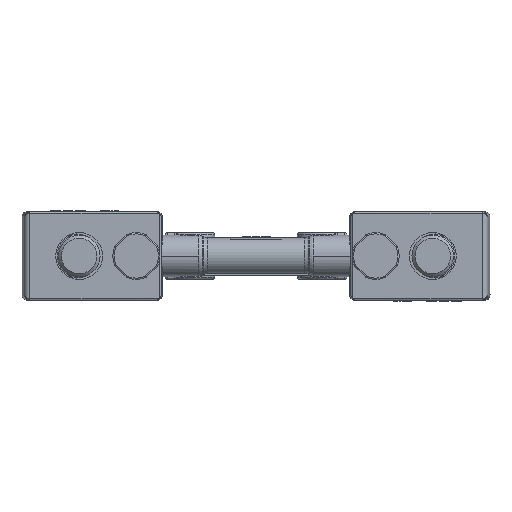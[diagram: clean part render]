
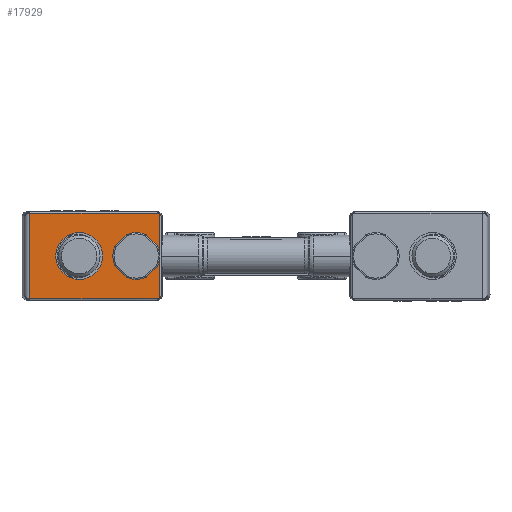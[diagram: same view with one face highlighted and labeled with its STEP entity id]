
A CAD part, front view. The second image highlights one B-rep face of the part: STEP entity #17929.
In plain terms, the highlighted planar face has unit normal (0, -1, 0).
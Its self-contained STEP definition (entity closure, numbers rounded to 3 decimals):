
#12723=CARTESIAN_POINT('',(-1.206,5.,-16.5));
#12724=CARTESIAN_POINT('',(-1.123,5.,-16.427));
#12725=CARTESIAN_POINT('',(-1.046,5.,-16.347));
#12726=CARTESIAN_POINT('',(-0.976,5.,-16.261));
#12969=DIRECTION('',(-1.,0.,0.));
#12970=VECTOR('',#12969,49.784);
#12971=CARTESIAN_POINT('',(-1.206,5.,16.5));
#12972=LINE('',#12971,#12970);
#12978=CARTESIAN_POINT('',(-1.206,5.,16.5));
#12979=CARTESIAN_POINT('',(-1.123,5.,16.427));
#12980=CARTESIAN_POINT('',(-1.046,5.,16.347));
#12981=CARTESIAN_POINT('',(-0.976,5.,16.261));
#12983=DIRECTION('',(-1.,0.,0.));
#12984=VECTOR('',#12983,49.784);
#12985=CARTESIAN_POINT('',(-1.206,5.,-16.5));
#12986=LINE('',#12985,#12984);
#12987=CARTESIAN_POINT('',(-50.991,5.,
-14.984));
#12988=DIRECTION('',(0.,1.,0.));
#12989=DIRECTION('',(0.,0.,-1.));
#12990=AXIS2_PLACEMENT_3D('',#12987,#12988,#12989);
#12992=CARTESIAN_POINT('',(-10.051,5.,0.));
#12993=DIRECTION('',(0.,-1.,0.));
#12994=DIRECTION('',(0.435,0.,0.9));
#12995=AXIS2_PLACEMENT_3D('',#12992,#12993,#12994);
#12997=DIRECTION('',(-0.707,0.,-0.707));
#12998=VECTOR('',#12997,5.916);
#12999=CARTESIAN_POINT('',(-13.97,5.,8.102));
#13000=LINE('',#12999,#12998);
#13001=CARTESIAN_POINT('',(-10.051,5.,0.));
#13002=DIRECTION('',(0.,-1.,0.));
#13003=DIRECTION('',(-0.9,0.,0.435));
#13004=AXIS2_PLACEMENT_3D('',#13001,#13002,#13003);
#13006=DIRECTION('',(0.707,0.,-0.707));
#13007=VECTOR('',#13006,5.916);
#13008=CARTESIAN_POINT('',(-18.153,5.,-3.919));
#13009=LINE('',#13008,#13007);
#13010=CARTESIAN_POINT('',(-10.051,5.,0.));
#13011=DIRECTION('',(0.,-1.,0.));
#13012=DIRECTION('',(-0.435,0.,-0.9));
#13013=AXIS2_PLACEMENT_3D('',#13010,#13011,#13012);
#13015=DIRECTION('',(0.707,0.,0.707));
#13016=VECTOR('',#13015,5.916);
#13017=CARTESIAN_POINT('',(-6.132,5.,-8.102));
#13018=LINE('',#13017,#13016);
#13019=CARTESIAN_POINT('',(-10.051,5.,0.));
#13020=DIRECTION('',(0.,-1.,0.));
#13021=DIRECTION('',(0.9,0.,-0.435));
#13022=AXIS2_PLACEMENT_3D('',#13019,#13020,#13021);
#13024=DIRECTION('',(-0.707,0.,0.707));
#13025=VECTOR('',#13024,5.916);
#13026=CARTESIAN_POINT('',(-1.949,5.,3.919));
#13027=LINE('',#13026,#13025);
#13028=CARTESIAN_POINT('',(-0.976,5.,16.261));
#13044=DIRECTION('',(0.,0.,1.));
#13045=VECTOR('',#13044,32.522);
#13046=CARTESIAN_POINT('',(-0.976,5.,-16.261));
#13047=LINE('',#13046,#13045);
#13048=CARTESIAN_POINT('',(-1.206,5.,-16.5));
#13261=CARTESIAN_POINT('',(-32.,5.,0.));
#13262=DIRECTION('',(0.,1.,0.));
#13263=DIRECTION('',(-1.,0.,0.));
#13264=AXIS2_PLACEMENT_3D('',#13261,#13262,#13263);
#13270=CARTESIAN_POINT('',(-32.,5.,0.));
#13271=DIRECTION('',(0.,1.,0.));
#13272=DIRECTION('',(1.,0.,0.));
#13273=AXIS2_PLACEMENT_3D('',#13270,#13271,#13272);
#13312=CARTESIAN_POINT('',(-50.991,5.,
14.984));
#13313=DIRECTION('',(0.,-1.,0.));
#13314=DIRECTION('',(0.,0.,1.));
#13315=AXIS2_PLACEMENT_3D('',#13312,#13313,#13314);
#13322=DIRECTION('',(0.,0.,-1.));
#13323=VECTOR('',#13322,32.984);
#13324=CARTESIAN_POINT('',(-51.148,5.,
16.492));
#13325=LINE('',#13324,#13323);
#15811=VERTEX_POINT('',#13028);
#15812=VERTEX_POINT('',#12978);
#15820=VERTEX_POINT('',#13048);
#15821=VERTEX_POINT('',#12726);
#16242=CARTESIAN_POINT('',(-50.99,5.,16.5));
#16243=VERTEX_POINT('',#16242);
#16244=CARTESIAN_POINT('',(-50.99,5.,
-16.5));
#16245=VERTEX_POINT('',#16244);
#16246=CARTESIAN_POINT('',(-51.148,5.,
-16.492));
#16247=VERTEX_POINT('',#16246);
#16248=CARTESIAN_POINT('',(-51.148,5.,
16.492));
#16249=VERTEX_POINT('',#16248);
#16250=CARTESIAN_POINT('',(-6.132,5.,8.102));
#16251=CARTESIAN_POINT('',(-13.97,5.,8.102));
#16252=VERTEX_POINT('',#16250);
#16253=VERTEX_POINT('',#16251);
#16254=CARTESIAN_POINT('',(-18.153,5.,3.919));
#16255=VERTEX_POINT('',#16254);
#16256=CARTESIAN_POINT('',(-18.153,5.,-3.919));
#16257=VERTEX_POINT('',#16256);
#16258=CARTESIAN_POINT('',(-13.97,5.,-8.102));
#16259=VERTEX_POINT('',#16258);
#16260=CARTESIAN_POINT('',(-6.132,5.,-8.102));
#16261=VERTEX_POINT('',#16260);
#16262=CARTESIAN_POINT('',(-1.949,5.,-3.919));
#16263=VERTEX_POINT('',#16262);
#16264=CARTESIAN_POINT('',(-1.949,5.,3.919));
#16265=VERTEX_POINT('',#16264);
#16266=CARTESIAN_POINT('',(-41.,5.,0.));
#16267=CARTESIAN_POINT('',(-23.,5.,0.));
#16268=VERTEX_POINT('',#16266);
#16269=VERTEX_POINT('',#16267);
#17885=CARTESIAN_POINT('',(-20.,5.,20.4));
#17886=DIRECTION('',(0.,1.,0.));
#17887=DIRECTION('',(-1.,0.,0.));
#17888=AXIS2_PLACEMENT_3D('',#17885,#17886,#17887);
#17889=PLANE('',#17888);
#17890=ORIENTED_EDGE('',*,*,#17080,.T.);
#17892=ORIENTED_EDGE('',*,*,#17891,.F.);
#17893=ORIENTED_EDGE('',*,*,#17203,.F.);
#17895=ORIENTED_EDGE('',*,*,#17894,.T.);
#17897=ORIENTED_EDGE('',*,*,#17896,.T.);
#17899=ORIENTED_EDGE('',*,*,#17898,.F.);
#17901=ORIENTED_EDGE('',*,*,#17900,.F.);
#17902=ORIENTED_EDGE('',*,*,#17877,.F.);
#17903=EDGE_LOOP('',(#17890,#17892,#17893,#17895,#17897,#17899,#17901,#17902));
#17904=FACE_OUTER_BOUND('',#17903,.F.);
#17906=ORIENTED_EDGE('',*,*,#17905,.T.);
#17908=ORIENTED_EDGE('',*,*,#17907,.T.);
#17910=ORIENTED_EDGE('',*,*,#17909,.T.);
#17912=ORIENTED_EDGE('',*,*,#17911,.T.);
#17914=ORIENTED_EDGE('',*,*,#17913,.T.);
#17916=ORIENTED_EDGE('',*,*,#17915,.T.);
#17918=ORIENTED_EDGE('',*,*,#17917,.T.);
#17920=ORIENTED_EDGE('',*,*,#17919,.T.);
#17921=EDGE_LOOP('',(#17906,#17908,#17910,#17912,#17914,#17916,#17918,#17920));
#17922=FACE_BOUND('',#17921,.F.);
#17924=ORIENTED_EDGE('',*,*,#17923,.F.);
#17926=ORIENTED_EDGE('',*,*,#17925,.F.);
#17927=EDGE_LOOP('',(#17924,#17926));
#17928=FACE_BOUND('',#17927,.F.);
#17929=ADVANCED_FACE('',(#17904,#17922,#17928),#17889,.F.);
#12727=B_SPLINE_CURVE_WITH_KNOTS('',3,(#12723,#12724,#12725,#12726),
.UNSPECIFIED.,.F.,.F.,(4,4),(0.,1.),.UNSPECIFIED.);
#12982=B_SPLINE_CURVE_WITH_KNOTS('',3,(#12978,#12979,#12980,#12981),
.UNSPECIFIED.,.F.,.F.,(4,4),(0.,1.),.UNSPECIFIED.);
#12991=CIRCLE('',#12990,1.516);
#12996=CIRCLE('',#12995,9.);
#13005=CIRCLE('',#13004,9.);
#13014=CIRCLE('',#13013,9.);
#13023=CIRCLE('',#13022,9.);
#13265=CIRCLE('',#13264,9.);
#13274=CIRCLE('',#13273,9.);
#13316=CIRCLE('',#13315,1.516);
#17080=EDGE_CURVE('',#15812,#15811,#12982,.T.);
#17203=EDGE_CURVE('',#15820,#15821,#12727,.T.);
#17877=EDGE_CURVE('',#15812,#16243,#12972,.T.);
#17891=EDGE_CURVE('',#15821,#15811,#13047,.T.);
#17894=EDGE_CURVE('',#15820,#16245,#12986,.T.);
#17896=EDGE_CURVE('',#16245,#16247,#12991,.T.);
#17898=EDGE_CURVE('',#16249,#16247,#13325,.T.);
#17900=EDGE_CURVE('',#16243,#16249,#13316,.T.);
#17905=EDGE_CURVE('',#16252,#16253,#12996,.T.);
#17907=EDGE_CURVE('',#16253,#16255,#13000,.T.);
#17909=EDGE_CURVE('',#16255,#16257,#13005,.T.);
#17911=EDGE_CURVE('',#16257,#16259,#13009,.T.);
#17913=EDGE_CURVE('',#16259,#16261,#13014,.T.);
#17915=EDGE_CURVE('',#16261,#16263,#13018,.T.);
#17917=EDGE_CURVE('',#16263,#16265,#13023,.T.);
#17919=EDGE_CURVE('',#16265,#16252,#13027,.T.);
#17923=EDGE_CURVE('',#16268,#16269,#13265,.T.);
#17925=EDGE_CURVE('',#16269,#16268,#13274,.T.);
